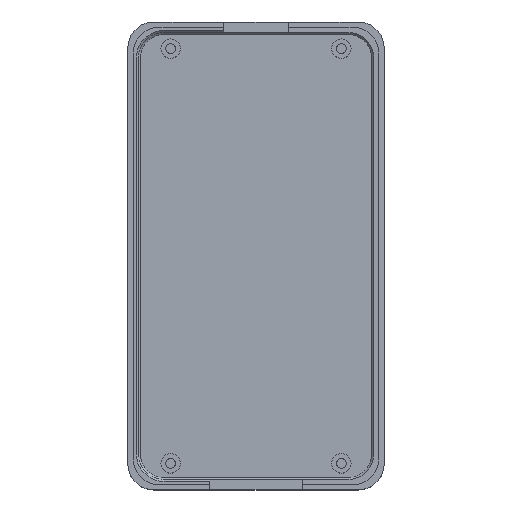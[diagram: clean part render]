
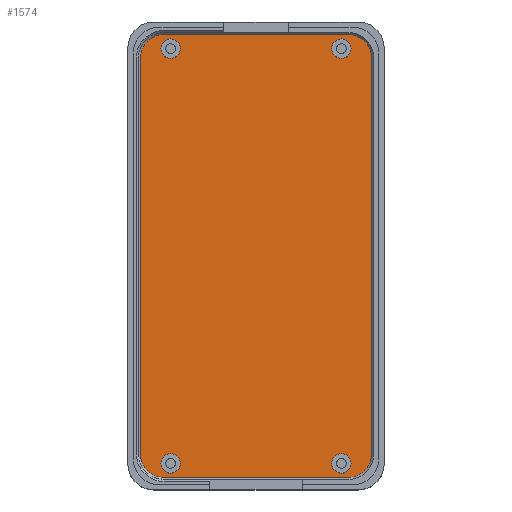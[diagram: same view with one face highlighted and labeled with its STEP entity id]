
A CAD part, top view. The second image highlights one B-rep face of the part: STEP entity #1574.
In plain terms, the highlighted planar face has unit normal (0, 0, 1).
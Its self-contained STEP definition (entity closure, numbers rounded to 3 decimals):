
#1256 = VERTEX_POINT('',#1257);
#1257 = CARTESIAN_POINT('',(-14.17,-34.195,2.6));
#1265 = VERTEX_POINT('',#1266);
#1266 = CARTESIAN_POINT('',(14.17,-34.195,2.6));
#1272 = EDGE_CURVE('',#1256,#1265,#1273,.T.);
#1273 = LINE('',#1274,#1275);
#1274 = CARTESIAN_POINT('',(-14.17,-34.195,2.6));
#1275 = VECTOR('',#1276,1.);
#1276 = DIRECTION('',(1.,0.,0.));
#1413 = VERTEX_POINT('',#1414);
#1414 = CARTESIAN_POINT('',(14.17,34.195,2.6));
#1422 = VERTEX_POINT('',#1423);
#1423 = CARTESIAN_POINT('',(-14.17,34.195,2.6));
#1429 = EDGE_CURVE('',#1413,#1422,#1430,.T.);
#1430 = LINE('',#1431,#1432);
#1431 = CARTESIAN_POINT('',(14.17,34.195,2.6));
#1432 = VECTOR('',#1433,1.);
#1433 = DIRECTION('',(-1.,0.,0.));
#1531 = VERTEX_POINT('',#1532);
#1532 = CARTESIAN_POINT('',(17.87,-30.495,2.6));
#1538 = EDGE_CURVE('',#1265,#1531,#1539,.T.);
#1539 = CIRCLE('',#1540,3.7);
#1540 = AXIS2_PLACEMENT_3D('',#1541,#1542,#1543);
#1541 = CARTESIAN_POINT('',(14.17,-30.495,2.6));
#1542 = DIRECTION('',(-0.,0.,1.));
#1543 = DIRECTION('',(0.,-1.,0.));
#1554 = VERTEX_POINT('',#1555);
#1555 = CARTESIAN_POINT('',(-17.87,-30.495,2.6));
#1563 = EDGE_CURVE('',#1554,#1256,#1564,.T.);
#1564 = CIRCLE('',#1565,3.7);
#1565 = AXIS2_PLACEMENT_3D('',#1566,#1567,#1568);
#1566 = CARTESIAN_POINT('',(-14.17,-30.495,2.6));
#1567 = DIRECTION('',(0.,0.,1.));
#1568 = DIRECTION('',(-1.,0.,0.));
#1574 = ADVANCED_FACE('',(#1575,#1611,#1622,#1633,#1644),#1655,.T.);
#1575 = FACE_BOUND('',#1576,.T.);
#1576 = EDGE_LOOP('',(#1577,#1585,#1586,#1587,#1588,#1596,#1603,#1604));
#1577 = ORIENTED_EDGE('',*,*,#1578,.T.);
#1578 = EDGE_CURVE('',#1579,#1554,#1581,.T.);
#1579 = VERTEX_POINT('',#1580);
#1580 = CARTESIAN_POINT('',(-17.87,30.495,2.6));
#1581 = LINE('',#1582,#1583);
#1582 = CARTESIAN_POINT('',(-17.87,30.495,2.6));
#1583 = VECTOR('',#1584,1.);
#1584 = DIRECTION('',(0.,-1.,0.));
#1585 = ORIENTED_EDGE('',*,*,#1563,.T.);
#1586 = ORIENTED_EDGE('',*,*,#1272,.T.);
#1587 = ORIENTED_EDGE('',*,*,#1538,.T.);
#1588 = ORIENTED_EDGE('',*,*,#1589,.T.);
#1589 = EDGE_CURVE('',#1531,#1590,#1592,.T.);
#1590 = VERTEX_POINT('',#1591);
#1591 = CARTESIAN_POINT('',(17.87,30.495,2.6));
#1592 = LINE('',#1593,#1594);
#1593 = CARTESIAN_POINT('',(17.87,-30.495,2.6));
#1594 = VECTOR('',#1595,1.);
#1595 = DIRECTION('',(0.,1.,0.));
#1596 = ORIENTED_EDGE('',*,*,#1597,.T.);
#1597 = EDGE_CURVE('',#1590,#1413,#1598,.T.);
#1598 = CIRCLE('',#1599,3.7);
#1599 = AXIS2_PLACEMENT_3D('',#1600,#1601,#1602);
#1600 = CARTESIAN_POINT('',(14.17,30.495,2.6));
#1601 = DIRECTION('',(0.,0.,1.));
#1602 = DIRECTION('',(1.,0.,0.));
#1603 = ORIENTED_EDGE('',*,*,#1429,.T.);
#1604 = ORIENTED_EDGE('',*,*,#1605,.T.);
#1605 = EDGE_CURVE('',#1422,#1579,#1606,.T.);
#1606 = CIRCLE('',#1607,3.7);
#1607 = AXIS2_PLACEMENT_3D('',#1608,#1609,#1610);
#1608 = CARTESIAN_POINT('',(-14.17,30.495,2.6));
#1609 = DIRECTION('',(0.,-0.,1.));
#1610 = DIRECTION('',(0.,1.,0.));
#1611 = FACE_BOUND('',#1612,.T.);
#1612 = EDGE_LOOP('',(#1613));
#1613 = ORIENTED_EDGE('',*,*,#1614,.F.);
#1614 = EDGE_CURVE('',#1615,#1615,#1617,.T.);
#1615 = VERTEX_POINT('',#1616);
#1616 = CARTESIAN_POINT('',(-11.675,-32.,2.6));
#1617 = CIRCLE('',#1618,1.5);
#1618 = AXIS2_PLACEMENT_3D('',#1619,#1620,#1621);
#1619 = CARTESIAN_POINT('',(-13.175,-32.,2.6));
#1620 = DIRECTION('',(0.,0.,1.));
#1621 = DIRECTION('',(1.,0.,0.));
#1622 = FACE_BOUND('',#1623,.T.);
#1623 = EDGE_LOOP('',(#1624));
#1624 = ORIENTED_EDGE('',*,*,#1625,.F.);
#1625 = EDGE_CURVE('',#1626,#1626,#1628,.T.);
#1626 = VERTEX_POINT('',#1627);
#1627 = CARTESIAN_POINT('',(14.675,-32.,2.6));
#1628 = CIRCLE('',#1629,1.5);
#1629 = AXIS2_PLACEMENT_3D('',#1630,#1631,#1632);
#1630 = CARTESIAN_POINT('',(13.175,-32.,2.6));
#1631 = DIRECTION('',(0.,0.,1.));
#1632 = DIRECTION('',(1.,0.,0.));
#1633 = FACE_BOUND('',#1634,.T.);
#1634 = EDGE_LOOP('',(#1635));
#1635 = ORIENTED_EDGE('',*,*,#1636,.F.);
#1636 = EDGE_CURVE('',#1637,#1637,#1639,.T.);
#1637 = VERTEX_POINT('',#1638);
#1638 = CARTESIAN_POINT('',(-11.675,32.,2.6));
#1639 = CIRCLE('',#1640,1.5);
#1640 = AXIS2_PLACEMENT_3D('',#1641,#1642,#1643);
#1641 = CARTESIAN_POINT('',(-13.175,32.,2.6));
#1642 = DIRECTION('',(0.,0.,1.));
#1643 = DIRECTION('',(1.,0.,0.));
#1644 = FACE_BOUND('',#1645,.T.);
#1645 = EDGE_LOOP('',(#1646));
#1646 = ORIENTED_EDGE('',*,*,#1647,.F.);
#1647 = EDGE_CURVE('',#1648,#1648,#1650,.T.);
#1648 = VERTEX_POINT('',#1649);
#1649 = CARTESIAN_POINT('',(14.675,32.,2.6));
#1650 = CIRCLE('',#1651,1.5);
#1651 = AXIS2_PLACEMENT_3D('',#1652,#1653,#1654);
#1652 = CARTESIAN_POINT('',(13.175,32.,2.6));
#1653 = DIRECTION('',(0.,0.,1.));
#1654 = DIRECTION('',(1.,0.,0.));
#1655 = PLANE('',#1656);
#1656 = AXIS2_PLACEMENT_3D('',#1657,#1658,#1659);
#1657 = CARTESIAN_POINT('',(0.,0.,2.6));
#1658 = DIRECTION('',(0.,0.,1.));
#1659 = DIRECTION('',(1.,0.,0.));
